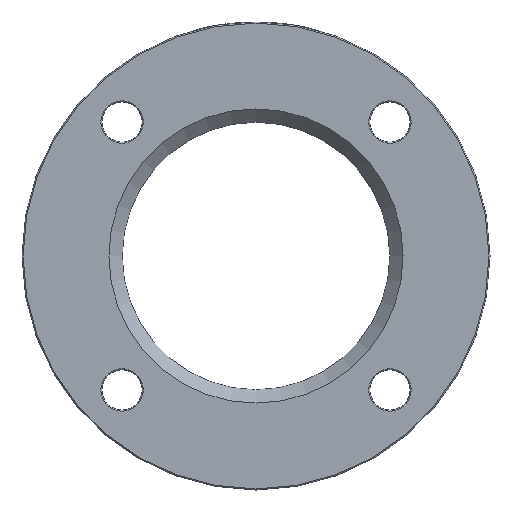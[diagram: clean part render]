
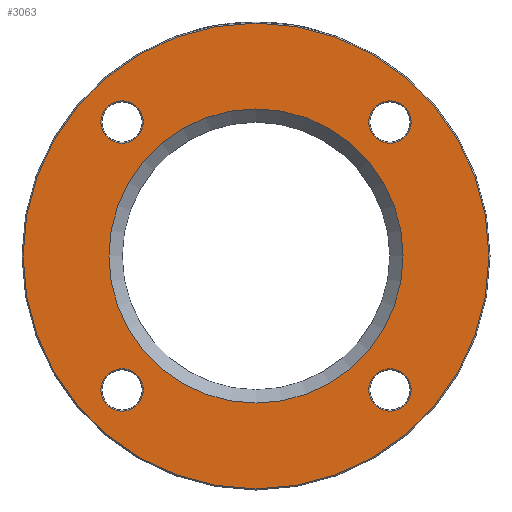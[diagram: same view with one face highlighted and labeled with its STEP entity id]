
A CAD part, left-side view. The second image highlights one B-rep face of the part: STEP entity #3063.
In plain terms, the highlighted planar face has unit normal (-1, 0, 0).
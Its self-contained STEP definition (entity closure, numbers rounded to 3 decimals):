
#25 = EDGE_LOOP ( 'NONE', ( #1288 ) ) ;
#40 = DIRECTION ( 'NONE',  ( 0., 0., -1. ) ) ;
#48 = PLANE ( 'NONE',  #1302 ) ;
#60 = EDGE_CURVE ( 'NONE', #2975, #2975, #2263, .T. ) ;
#109 = DIRECTION ( 'NONE',  ( 1., 0., 0. ) ) ;
#268 = EDGE_CURVE ( 'NONE', #1215, #1215, #3827, .T. ) ;
#303 = AXIS2_PLACEMENT_3D ( 'NONE', #3547, #1504, #2400 ) ;
#341 = FACE_BOUND ( 'NONE', #2674, .T. ) ;
#351 = CARTESIAN_POINT ( 'NONE',  ( 0., -60.104, 60.104 ) ) ;
#353 = VERTEX_POINT ( 'NONE', #3016 ) ;
#614 = VERTEX_POINT ( 'NONE', #2143 ) ;
#795 = CARTESIAN_POINT ( 'NONE',  ( 0., -60.104, -60.104 ) ) ;
#833 = DIRECTION ( 'NONE',  ( 1., 0., 0. ) ) ;
#966 = CARTESIAN_POINT ( 'NONE',  ( 0., 0., -66. ) ) ;
#1204 = FACE_BOUND ( 'NONE', #3506, .T. ) ;
#1215 = VERTEX_POINT ( 'NONE', #3576 ) ;
#1235 = DIRECTION ( 'NONE',  ( 0., 0., -1. ) ) ;
#1288 = ORIENTED_EDGE ( 'NONE', *, *, #60, .T. ) ;
#1302 = AXIS2_PLACEMENT_3D ( 'NONE', #1593, #109, #2456 ) ;
#1504 = DIRECTION ( 'NONE',  ( 1., 0., 0. ) ) ;
#1551 = CARTESIAN_POINT ( 'NONE',  ( 0., -60.104, -69.604 ) ) ;
#1554 = CARTESIAN_POINT ( 'NONE',  ( 0., 60.104, 60.104 ) ) ;
#1593 = CARTESIAN_POINT ( 'NONE',  ( 0., 60., 0. ) ) ;
#1605 = CIRCLE ( 'NONE', #2090, 9.5 ) ;
#1735 = DIRECTION ( 'NONE',  ( 0., 0., -1. ) ) ;
#1785 = FACE_BOUND ( 'NONE', #2270, .T. ) ;
#1819 = CARTESIAN_POINT ( 'NONE',  ( 0., 60.104, -69.604 ) ) ;
#1860 = DIRECTION ( 'NONE',  ( 0., 0., -1. ) ) ;
#2044 = EDGE_CURVE ( 'NONE', #2389, #2389, #2214, .T. ) ;
#2090 = AXIS2_PLACEMENT_3D ( 'NONE', #351, #2696, #1235 ) ;
#2143 = CARTESIAN_POINT ( 'NONE',  ( 0., 0., -104.5 ) ) ;
#2177 = EDGE_CURVE ( 'NONE', #353, #353, #1605, .T. ) ;
#2181 = ORIENTED_EDGE ( 'NONE', *, *, #2044, .T. ) ;
#2214 = CIRCLE ( 'NONE', #3139, 9.5 ) ;
#2225 = EDGE_CURVE ( 'NONE', #3261, #3261, #2582, .T. ) ;
#2237 = DIRECTION ( 'NONE',  ( 0., 0., -1. ) ) ;
#2263 = CIRCLE ( 'NONE', #303, 66. ) ;
#2270 = EDGE_LOOP ( 'NONE', ( #3432 ) ) ;
#2285 = AXIS2_PLACEMENT_3D ( 'NONE', #2584, #3776, #40 ) ;
#2377 = FACE_BOUND ( 'NONE', #3670, .T. ) ;
#2389 = VERTEX_POINT ( 'NONE', #1551 ) ;
#2400 = DIRECTION ( 'NONE',  ( 0., 0., -1. ) ) ;
#2456 = DIRECTION ( 'NONE',  ( 0., 0., -1. ) ) ;
#2473 = DIRECTION ( 'NONE',  ( 1., 0., 0. ) ) ;
#2561 = DIRECTION ( 'NONE',  ( 1., 0., 0. ) ) ;
#2582 = CIRCLE ( 'NONE', #3084, 9.5 ) ;
#2584 = CARTESIAN_POINT ( 'NONE',  ( 0., 0., 0. ) ) ;
#2614 = EDGE_LOOP ( 'NONE', ( #2847 ) ) ;
#2674 = EDGE_LOOP ( 'NONE', ( #2678 ) ) ;
#2678 = ORIENTED_EDGE ( 'NONE', *, *, #268, .T. ) ;
#2696 = DIRECTION ( 'NONE',  ( 1., 0., 0. ) ) ;
#2847 = ORIENTED_EDGE ( 'NONE', *, *, #3791, .T. ) ;
#2947 = AXIS2_PLACEMENT_3D ( 'NONE', #1554, #2473, #1860 ) ;
#2975 = VERTEX_POINT ( 'NONE', #966 ) ;
#3016 = CARTESIAN_POINT ( 'NONE',  ( 0., -60.104, 50.604 ) ) ;
#3063 = ADVANCED_FACE ( 'NONE', ( #3543, #3246, #1785, #1204, #2377, #341 ), #48, .F. ) ;
#3084 = AXIS2_PLACEMENT_3D ( 'NONE', #3162, #2561, #2237 ) ;
#3139 = AXIS2_PLACEMENT_3D ( 'NONE', #795, #833, #1735 ) ;
#3162 = CARTESIAN_POINT ( 'NONE',  ( 0., 60.104, -60.104 ) ) ;
#3246 = FACE_OUTER_BOUND ( 'NONE', #2614, .T. ) ;
#3261 = VERTEX_POINT ( 'NONE', #1819 ) ;
#3273 = ORIENTED_EDGE ( 'NONE', *, *, #2225, .T. ) ;
#3432 = ORIENTED_EDGE ( 'NONE', *, *, #2177, .T. ) ;
#3506 = EDGE_LOOP ( 'NONE', ( #2181 ) ) ;
#3543 = FACE_BOUND ( 'NONE', #25, .T. ) ;
#3547 = CARTESIAN_POINT ( 'NONE',  ( 0., 0., 0. ) ) ;
#3576 = CARTESIAN_POINT ( 'NONE',  ( 0., 60.104, 50.604 ) ) ;
#3670 = EDGE_LOOP ( 'NONE', ( #3273 ) ) ;
#3713 = CIRCLE ( 'NONE', #2285, 104.5 ) ;
#3776 = DIRECTION ( 'NONE',  ( -1., 0., 0. ) ) ;
#3791 = EDGE_CURVE ( 'NONE', #614, #614, #3713, .T. ) ;
#3827 = CIRCLE ( 'NONE', #2947, 9.5 ) ;
